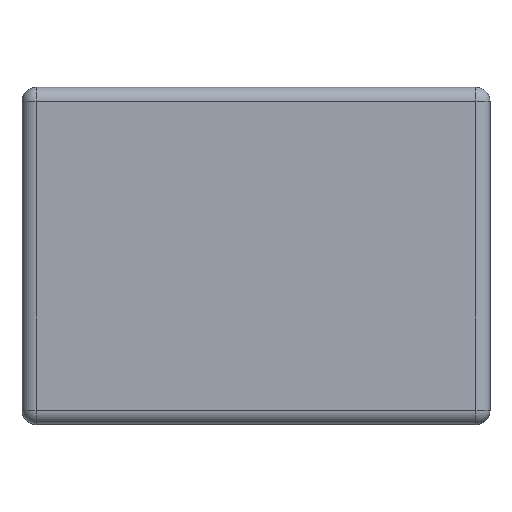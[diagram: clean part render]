
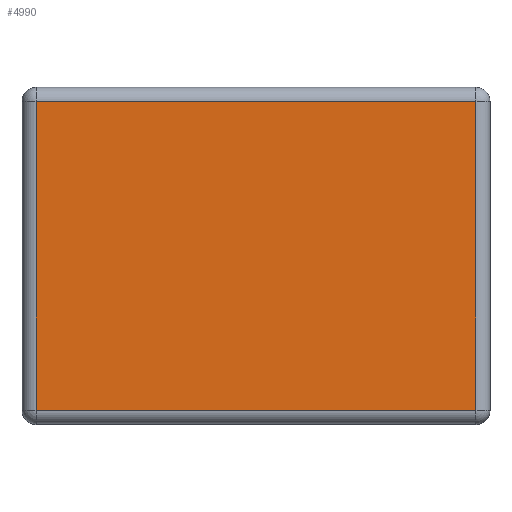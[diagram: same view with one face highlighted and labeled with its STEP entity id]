
A CAD part, top view. The second image highlights one B-rep face of the part: STEP entity #4990.
In plain terms, the highlighted planar face has unit normal (0, 0, 1).
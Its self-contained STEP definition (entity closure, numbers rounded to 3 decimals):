
#4937 = VERTEX_POINT('',#4938);
#4938 = CARTESIAN_POINT('',(-47.,33.,34.4));
#4945 = EDGE_CURVE('',#4937,#4946,#4948,.T.);
#4946 = VERTEX_POINT('',#4947);
#4947 = CARTESIAN_POINT('',(-47.,-33.,34.4));
#4948 = LINE('',#4949,#4950);
#4949 = CARTESIAN_POINT('',(-47.,36.,34.4));
#4950 = VECTOR('',#4951,1.);
#4951 = DIRECTION('',(0.,-1.,0.));
#4990 = ADVANCED_FACE('',(#4991),#5016,.F.);
#4991 = FACE_BOUND('',#4992,.F.);
#4992 = EDGE_LOOP('',(#4993,#4994,#5002,#5010));
#4993 = ORIENTED_EDGE('',*,*,#4945,.F.);
#4994 = ORIENTED_EDGE('',*,*,#4995,.T.);
#4995 = EDGE_CURVE('',#4937,#4996,#4998,.T.);
#4996 = VERTEX_POINT('',#4997);
#4997 = CARTESIAN_POINT('',(47.,33.,34.4));
#4998 = LINE('',#4999,#5000);
#4999 = CARTESIAN_POINT('',(-50.,33.,34.4));
#5000 = VECTOR('',#5001,1.);
#5001 = DIRECTION('',(1.,0.,0.));
#5002 = ORIENTED_EDGE('',*,*,#5003,.T.);
#5003 = EDGE_CURVE('',#4996,#5004,#5006,.T.);
#5004 = VERTEX_POINT('',#5005);
#5005 = CARTESIAN_POINT('',(47.,-33.,34.4));
#5006 = LINE('',#5007,#5008);
#5007 = CARTESIAN_POINT('',(47.,36.,34.4));
#5008 = VECTOR('',#5009,1.);
#5009 = DIRECTION('',(0.,-1.,0.));
#5010 = ORIENTED_EDGE('',*,*,#5011,.F.);
#5011 = EDGE_CURVE('',#4946,#5004,#5012,.T.);
#5012 = LINE('',#5013,#5014);
#5013 = CARTESIAN_POINT('',(-50.,-33.,34.4));
#5014 = VECTOR('',#5015,1.);
#5015 = DIRECTION('',(1.,0.,0.));
#5016 = PLANE('',#5017);
#5017 = AXIS2_PLACEMENT_3D('',#5018,#5019,#5020);
#5018 = CARTESIAN_POINT('',(-50.,36.,34.4));
#5019 = DIRECTION('',(0.,0.,-1.));
#5020 = DIRECTION('',(1.,0.,0.));
